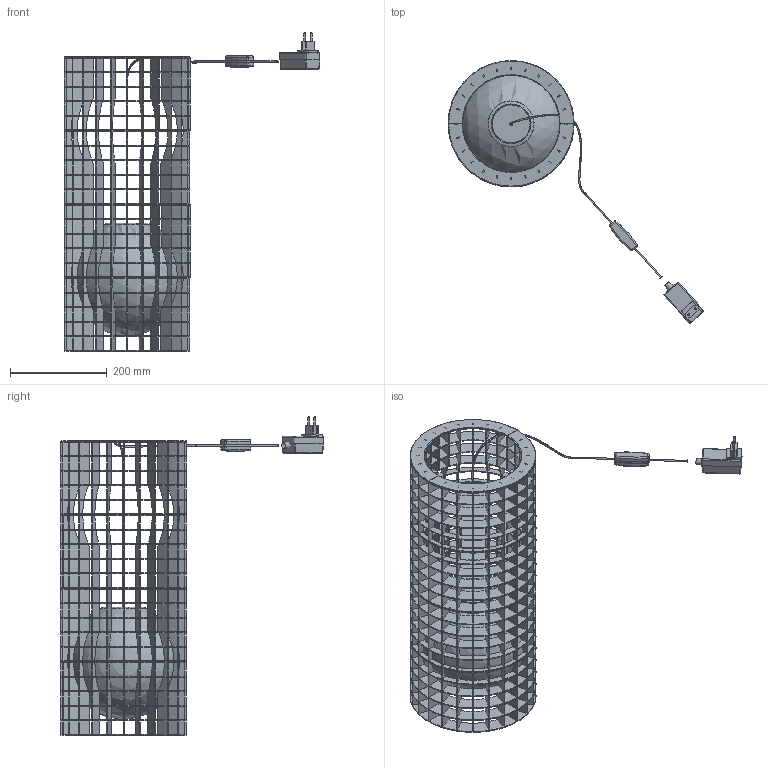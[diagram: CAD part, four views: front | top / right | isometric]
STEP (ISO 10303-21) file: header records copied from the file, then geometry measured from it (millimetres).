
FILE_DESCRIPTION(/* description */ (''),/* implementation_level */ '2;1');
FILE_NAME(/* name */ 'F444310250XXWL.stp',/* time_stamp */ '2022-01-26T11:14:15+01:00',/* author */ ('b.amato'),/* organization */ (''),/* preprocessor_version */ 'ST-DEVELOPER v17.2',/* originating_system */ 'Autodesk Inventor 2019',/* authorisation */ '');
FILE_SCHEMA (('AUTOMOTIVE_DESIGN { 1 0 10303 214 3 1 1 }'));
Length unit declared in the file: millimetre
Products named in the file (1): F444310250XXWL_Shrinkwrap_1
Bounding box: 527.47 x 542.36 x 657.21 mm (x, y, z)
Volume: 2356583.2 mm3; surface area: 2101138.5 mm2
Topology: 140 solids, 140 shells, 5808 faces, 16572 edges, 11051 vertices
Faces by surface type: plane 5012, cylinder 732, sphere 24, cone 22, bspline 12, torus 6
Full cylindrical faces by diameter (mm): 2.459 x14, 2.75 x1, 3 x10, 3.2 x2, 3.242 x3, 4 x6, 6 x10, 8.5 x4, 10.2 x1, 14 x1, 47 x2, 50 x1, 78 x1, 79 x1, 80 x1, 82 x1, 200 x4, 240 x4, 260 x24
Entity records: 199497 total; most frequent: CARTESIAN_POINT 39637, ORIENTED_EDGE 33108, DIRECTION 29722, EDGE_CURVE 16554, LINE 14900, VECTOR 14900, VERTEX_POINT 11051, AXIS2_PLACEMENT_3D 7411
